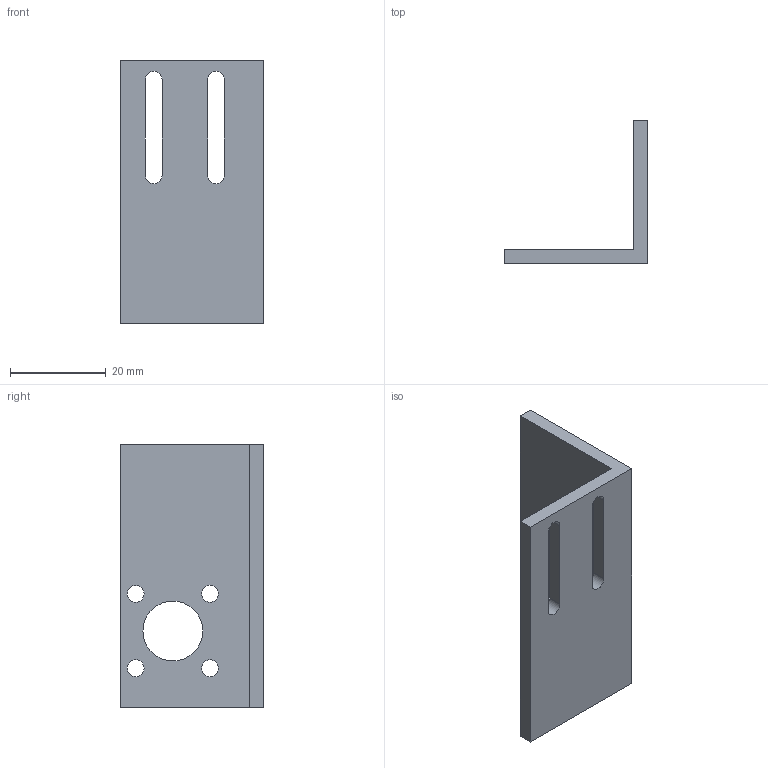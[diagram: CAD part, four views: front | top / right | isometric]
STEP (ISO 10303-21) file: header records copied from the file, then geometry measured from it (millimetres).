
FILE_DESCRIPTION(/* description */ (''),/* implementation_level */ '2;1');
FILE_NAME(/* name */ '28606_et-01.stp',/* time_stamp */ '2022-03-05T19:20:09+01:00',/* author */ (''),/* organization */ (''),/* preprocessor_version */ 'ST-DEVELOPER v16.7',/* originating_system */ 'SIEMENS PLM Software NX 1919',/* authorisation */ '');
FILE_SCHEMA (('AUTOMOTIVE_DESIGN { 1 0 10303 214 3 1 1 1 }'));
Length unit declared in the file: millimetre
Products named in the file (1): 28606_et-01
Bounding box: 30 x 30 x 55 mm (x, y, z)
Volume: 8443.7 mm3; surface area: 6856.8 mm2
Topology: 1 solids, 1 shells, 21 faces, 62 edges, 43 vertices
Faces by surface type: plane 12, cylinder 9
Full cylindrical faces by diameter (mm): 3.5 x4, 12.5 x1
Entity records: 696 total; most frequent: DIRECTION 114, CARTESIAN_POINT 112, ORIENTED_EDGE 104, EDGE_CURVE 52, EDGE_LOOP 40, AXIS2_PLACEMENT_3D 40, VERTEX_POINT 38, LINE 34
